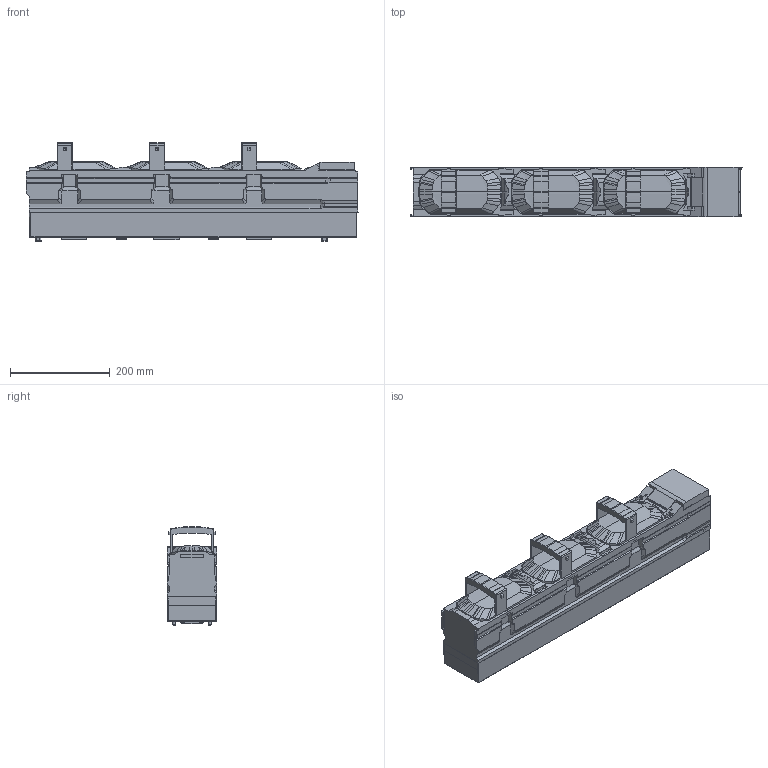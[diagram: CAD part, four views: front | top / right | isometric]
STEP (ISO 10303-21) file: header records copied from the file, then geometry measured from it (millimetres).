
FILE_DESCRIPTION (( 'STEP AP214' ), '1' );
FILE_NAME ('DNH18-630 3S JH3D.STEP', '2026-01-12T12:29:35', ( '' ), ( '' ), 'SwSTEP 2.0', 'SolidWorks 2022', '' );
FILE_SCHEMA (( 'AUTOMOTIVE_DESIGN' ));
Length unit declared in the file: millimetre
Products named in the file (1): DNH18-630 3S JH3D
Bounding box: 666.3 x 100 x 197.5 mm (x, y, z)
Volume: 8311311.6 mm3; surface area: 606382.3 mm2
Topology: 1 solids, 21 shells, 3781 faces, 10569 edges, 6843 vertices
Faces by surface type: plane 2650, cylinder 617, bspline 312, torus 100, cone 58, sphere 44
Entity records: 177210 total; most frequent: CARTESIAN_POINT 42528, ORIENTED_EDGE 21030, DIRECTION 16876, EDGE_CURVE 10515, VECTOR 8216, LINE 8216, VERTEX_POINT 6819, AXIS2_PLACEMENT_3D 4330
